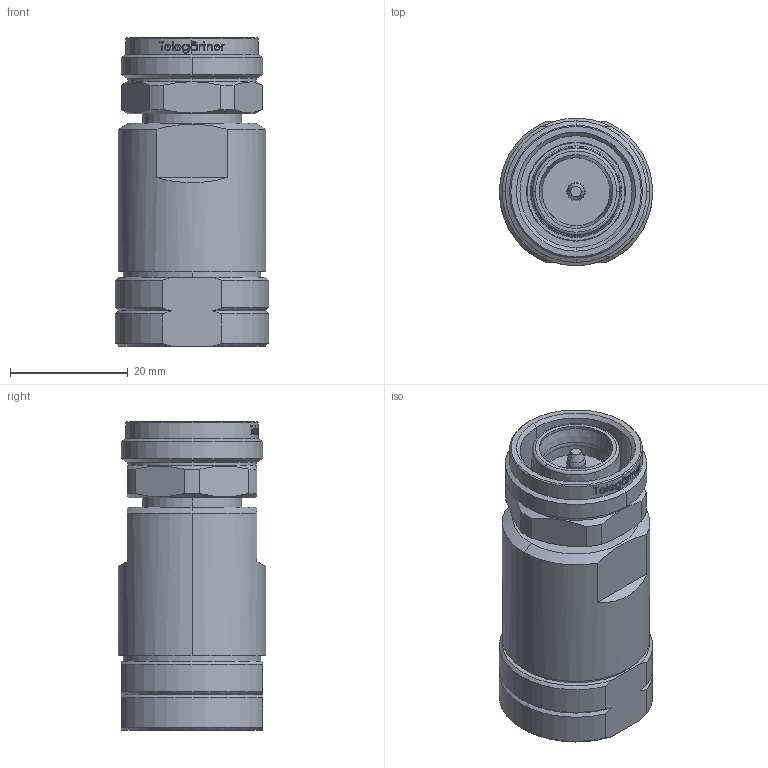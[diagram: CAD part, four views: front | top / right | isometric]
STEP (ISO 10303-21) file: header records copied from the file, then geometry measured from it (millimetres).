
FILE_DESCRIPTION (( 'STEP AP214' ), '1' );
FILE_NAME ('J01440A0005.STEP', '2016-08-08T08:16:57', ( 'Mitarbeiter' ), ( 'Microsoft' ), 'SwSTEP 2.0', 'SolidWorks 2015', '' );
FILE_SCHEMA (( 'AUTOMOTIVE_DESIGN' ));
Length unit declared in the file: millimetre
Products named in the file (1): J01440A0005
Bounding box: 26 x 25 x 52.3 mm (x, y, z)
Volume: 22018.5 mm3; surface area: 6815.3 mm2
Topology: 1 solids, 1 shells, 261 faces, 667 edges, 434 vertices
Faces by surface type: bspline 85, plane 82, cylinder 56, cone 30, torus 8
Entity records: 17364 total; most frequent: CARTESIAN_POINT 8864, ORIENTED_EDGE 1334, DIRECTION 886, EDGE_CURVE 667, VERTEX_POINT 434, AXIS2_PLACEMENT_3D 351, B_SPLINE_CURVE_WITH_KNOTS 305, EDGE_LOOP 287
